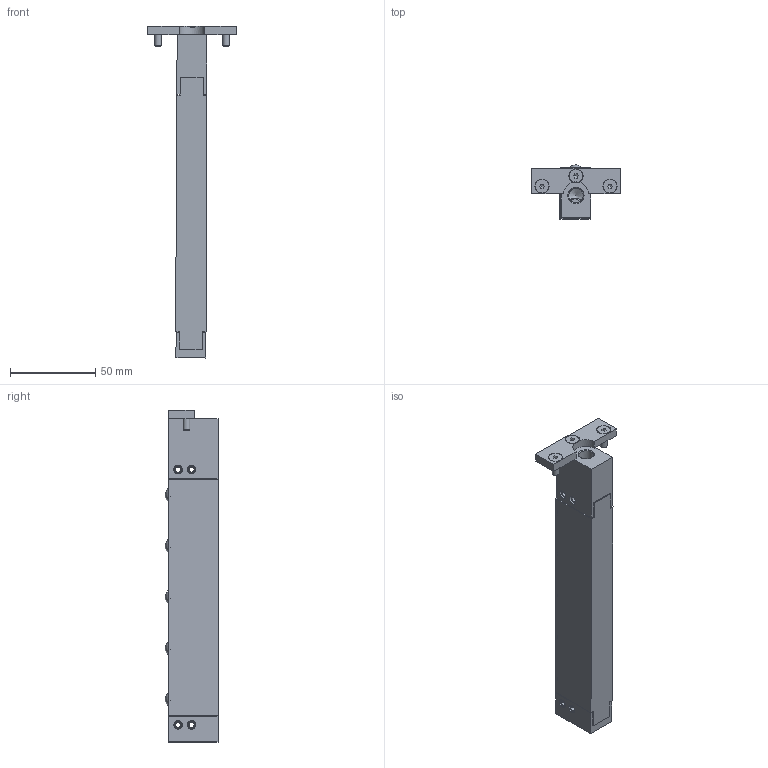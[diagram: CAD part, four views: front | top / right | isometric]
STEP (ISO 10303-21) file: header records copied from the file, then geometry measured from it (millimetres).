
FILE_DESCRIPTION(/* description */ ('DIE LIFTER'),/* implementation_level */ '2;1');
FILE_NAME(/* name */ 'EHB18-05.stp',/* time_stamp */ '2019-11-20T09:31:56+08:00',/* author */ ('yue.yang'),/* organization */ (''),/* preprocessor_version */ 'ST-DEVELOPER v17',/* originating_system */ 'Autodesk Inventor 2019',/* authorisation */ '');
FILE_SCHEMA (('AUTOMOTIVE_DESIGN { 1 0 10303 214 3 1 1 }'));
Length unit declared in the file: millimetre
Products named in the file (2): EHB18-05; EHB18-05_Substitute_1
Assembly tree (1 placements, depth 2):
  EHB18-05
    EHB18-05_Substitute_1
Bounding box: 52.02 x 31.56 x 195.13 mm (x, y, z)
Volume: 82848.2 mm3; surface area: 41851.5 mm2
Topology: 11 solids, 11 shells, 313 faces, 951 edges, 646 vertices
Faces by surface type: plane 140, cylinder 87, cone 52, torus 29, sphere 5
Full cylindrical faces by diameter (mm): 3 x2, 4 x2, 4.3 x2, 5 x14, 5.5 x1, 6.647 x2, 7.5 x1, 8 x3, 8.566 x1, 10 x3, 10.2 x5, 12.05 x5, 13.5 x5, 13.55 x5, 15.55 x5, 15.7 x5
Entity records: 12184 total; most frequent: CARTESIAN_POINT 2911, DIRECTION 1930, ORIENTED_EDGE 1862, EDGE_CURVE 931, AXIS2_PLACEMENT_3D 785, VERTEX_POINT 646, CIRCLE 469, EDGE_LOOP 385
